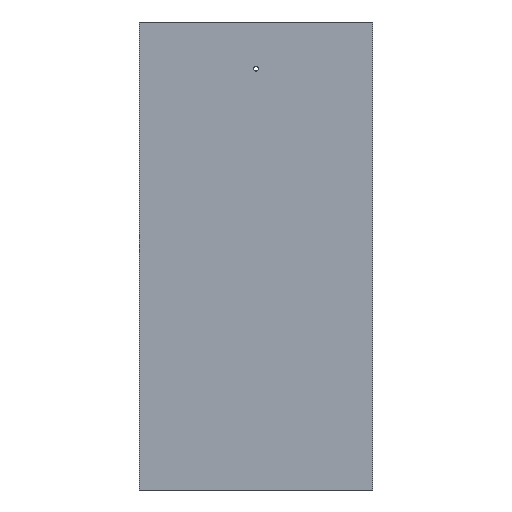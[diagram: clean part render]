
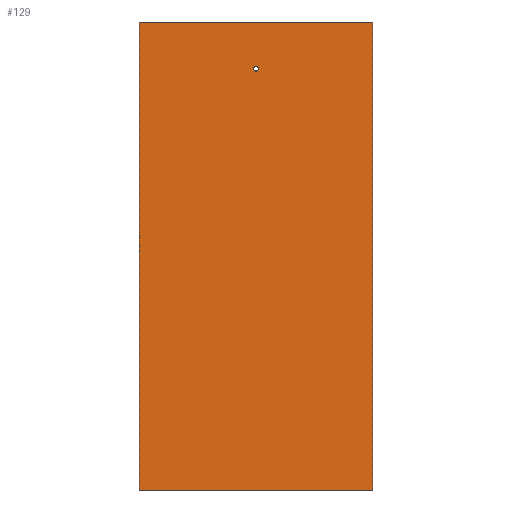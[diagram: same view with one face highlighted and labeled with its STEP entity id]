
A CAD part, front view. The second image highlights one B-rep face of the part: STEP entity #129.
In plain terms, the highlighted planar face has unit normal (0, -1, 0).
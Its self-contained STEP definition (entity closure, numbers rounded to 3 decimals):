
#21=CIRCLE('',#150,2.5);
#39=ORIENTED_EDGE('',*,*,#63,.T.);
#40=ORIENTED_EDGE('',*,*,#53,.F.);
#41=ORIENTED_EDGE('',*,*,#62,.F.);
#42=ORIENTED_EDGE('',*,*,#59,.F.);
#43=ORIENTED_EDGE('',*,*,#56,.F.);
#53=EDGE_CURVE('',#67,#68,#77,.T.);
#56=EDGE_CURVE('',#68,#70,#80,.T.);
#59=EDGE_CURVE('',#70,#72,#83,.T.);
#62=EDGE_CURVE('',#72,#67,#86,.T.);
#63=EDGE_CURVE('',#73,#73,#21,.T.);
#67=VERTEX_POINT('',#192);
#68=VERTEX_POINT('',#194);
#70=VERTEX_POINT('',#200);
#72=VERTEX_POINT('',#206);
#73=VERTEX_POINT('',#213);
#77=LINE('',#193,#89);
#80=LINE('',#199,#92);
#83=LINE('',#205,#95);
#86=LINE('',#210,#98);
#89=VECTOR('',#160,1000.);
#92=VECTOR('',#165,1000.);
#95=VECTOR('',#170,1000.);
#98=VECTOR('',#175,1000.);
#103=EDGE_LOOP('',(#39));
#104=EDGE_LOOP('',(#40,#41,#42,#43));
#113=FACE_BOUND('',#103,.T.);
#114=FACE_BOUND('',#104,.T.);
#123=PLANE('',#149);
#129=ADVANCED_FACE('',(#113,#114),#123,.F.);
#149=AXIS2_PLACEMENT_3D('',#211,#176,#177);
#150=AXIS2_PLACEMENT_3D('',#212,#178,#179);
#160=DIRECTION('',(0.,0.,-1.));
#165=DIRECTION('',(-1.,0.,0.));
#170=DIRECTION('',(0.,0.,1.));
#175=DIRECTION('',(1.,0.,0.));
#176=DIRECTION('',(0.,1.,0.));
#177=DIRECTION('',(0.,0.,1.));
#178=DIRECTION('',(0.,1.,0.));
#179=DIRECTION('',(1.,0.,0.));
#192=CARTESIAN_POINT('',(250.,-25.,500.));
#193=CARTESIAN_POINT('',(250.,-25.,500.));
#194=CARTESIAN_POINT('',(250.,-25.,0.));
#199=CARTESIAN_POINT('',(250.,-25.,0.));
#200=CARTESIAN_POINT('',(0.,-25.,0.));
#205=CARTESIAN_POINT('',(0.,-25.,0.));
#206=CARTESIAN_POINT('',(0.,-25.,500.));
#210=CARTESIAN_POINT('',(0.,-25.,500.));
#211=CARTESIAN_POINT('',(0.,-25.,0.));
#212=CARTESIAN_POINT('',(125.,-25.,450.));
#213=CARTESIAN_POINT('',(127.5,-25.,450.));
